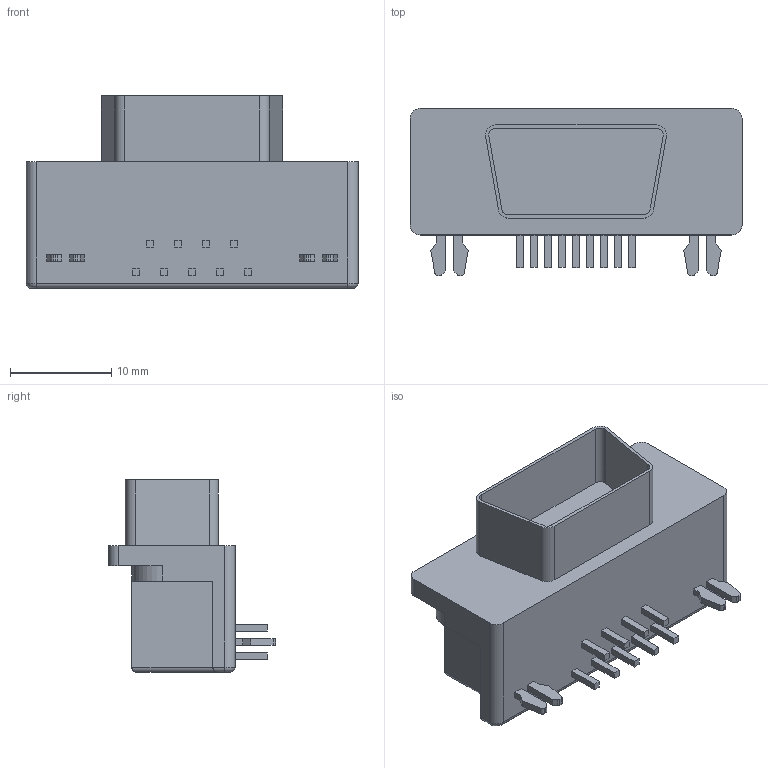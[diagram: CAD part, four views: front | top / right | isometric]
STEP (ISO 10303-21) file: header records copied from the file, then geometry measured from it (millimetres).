
FILE_DESCRIPTION (( 'STEP AP214' ), '1' );
FILE_NAME ('DB9_Male_THP_C75750.STEP', '2021-07-26T21:18:21', ( '' ), ( '' ), 'SwSTEP 2.0', 'SolidWorks 2017', '' );
FILE_SCHEMA (( 'AUTOMOTIVE_DESIGN' ));
Length unit declared in the file: millimetre
Products named in the file (1): DB9_Male_THP_C75750
Bounding box: 32.8 x 16.5 x 19 mm (x, y, z)
Volume: 4013.6 mm3; surface area: 2642.1 mm2
Topology: 1 solids, 1 shells, 136 faces, 345 edges, 226 vertices
Faces by surface type: plane 103, cylinder 31, torus 2
Entity records: 5531 total; most frequent: CARTESIAN_POINT 726, ORIENTED_EDGE 690, DIRECTION 665, EDGE_CURVE 345, VECTOR 287, LINE 287, VERTEX_POINT 226, AXIS2_PLACEMENT_3D 189
